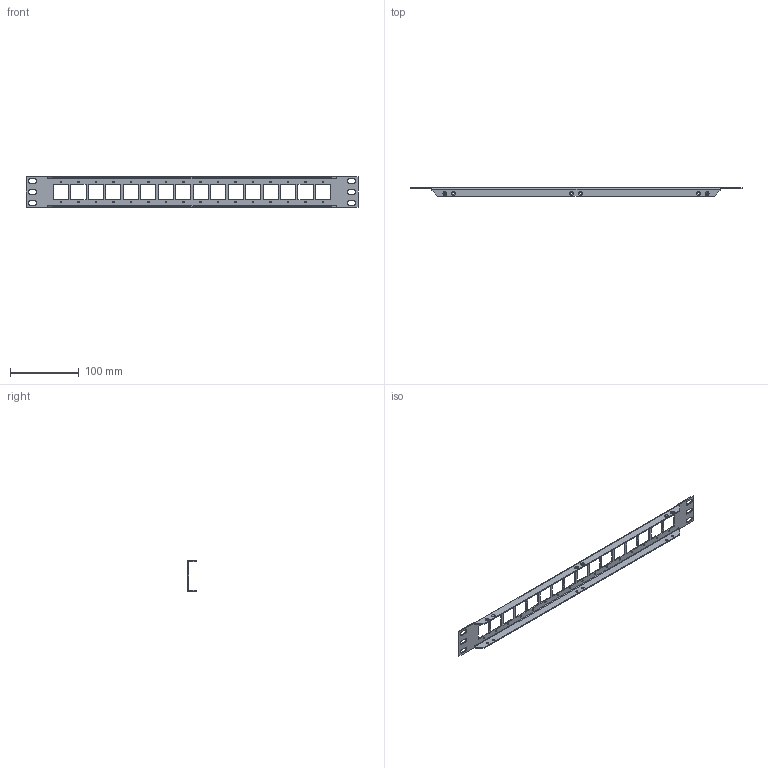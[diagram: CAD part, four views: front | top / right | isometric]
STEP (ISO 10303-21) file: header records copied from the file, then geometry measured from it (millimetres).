
FILE_DESCRIPTION (( 'STEP AP214' ), '1' );
FILE_NAME ('PR175F504B2_3D.step', '2024-04-25T19:24:56', ( '' ), ( '' ), 'SwSTEP 2.0', 'SolidWorks 2022', '' );
FILE_SCHEMA (( 'AUTOMOTIVE_DESIGN' ));
Length unit declared in the file: inch
Products named in the file (1): PR175F504B2_3D
Bounding box: 482.6 x 12.7 x 43.94 mm (x, y, z)
Volume: 31928.7 mm3; surface area: 46744.7 mm2
Topology: 1 solids, 1 shells, 361 faces, 1025 edges, 678 vertices
Faces by surface type: plane 209, cylinder 80, bspline 48, cone 24
Entity records: 14148 total; most frequent: CARTESIAN_POINT 2701, ORIENTED_EDGE 2050, DIRECTION 1765, EDGE_CURVE 1025, VECTOR 721, LINE 721, VERTEX_POINT 678, AXIS2_PLACEMENT_3D 522
